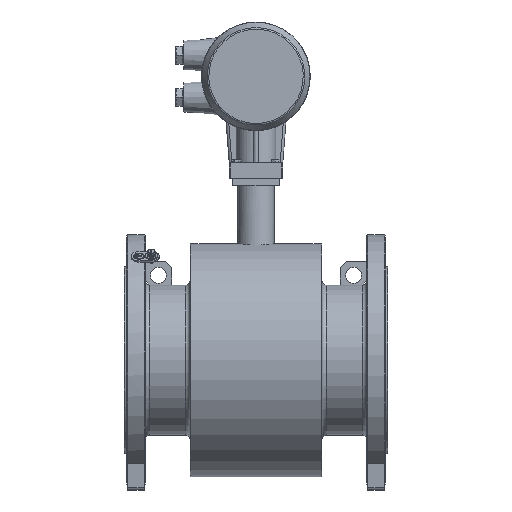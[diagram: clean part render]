
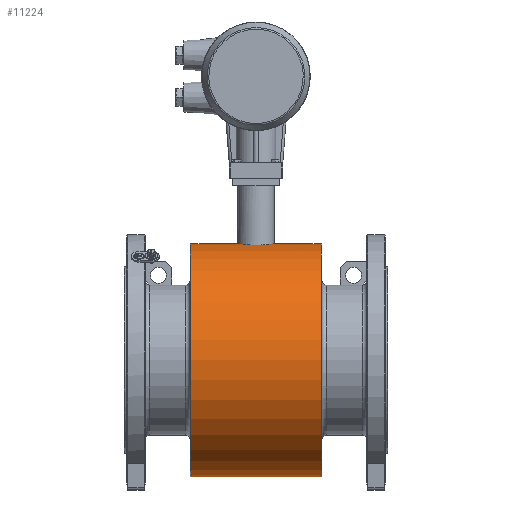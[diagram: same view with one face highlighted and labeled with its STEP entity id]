
A CAD part, left-side view. The second image highlights one B-rep face of the part: STEP entity #11224.
In plain terms, the highlighted cylindrical face has radius 132.5 mm (diameter 265 mm), a full revolution.
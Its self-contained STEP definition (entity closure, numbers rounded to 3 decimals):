
#1036=B_SPLINE_CURVE_WITH_KNOTS('',3,(#27488,#27489,#27490,#27491,#27492,
#27493,#27494,#27495,#27496,#27497,#27498,#27499,#27500,#27501,#27502,#27503,
#27504,#27505,#27506,#27507,#27508,#27509,#27510,#27511,#27512,#27513,#27514,
#27515,#27516,#27517,#27518,#27519,#27520,#27521,#27522),.UNSPECIFIED.,
 .F.,.F.,(4,2,2,2,2,2,2,2,3,2,2,2,2,2,2,2,4),(-3.17,-2.774,
-2.377,-1.981,-1.585,-1.189,
-0.792,-0.396,0.,0.396,0.792,
1.189,1.585,1.981,2.377,2.774,
3.17),.UNSPECIFIED.);
#1037=B_SPLINE_CURVE_WITH_KNOTS('',3,(#27523,#27524,#27525,#27526,#27527,
#27528,#27529,#27530,#27531,#27532,#27533,#27534,#27535,#27536,#27537,#27538,
#27539,#27540,#27541,#27542,#27543,#27544,#27545,#27546,#27547,#27548,#27549,
#27550,#27551,#27552,#27553,#27554,#27555,#27556),.UNSPECIFIED.,.F.,.F.,
(4,2,2,2,2,2,2,2,2,2,2,2,2,2,2,2,4),(3.17,3.566,
3.962,4.359,4.755,5.151,5.547,
5.944,6.34,6.736,7.132,7.529,
7.925,8.321,8.717,9.114,9.51),
 .UNSPECIFIED.);
#1636=LINE('',#27485,#2278);
#2278=VECTOR('',#13682,132.5);
#2720=CYLINDRICAL_SURFACE('',#12076,132.5);
#2841=FACE_BOUND('',#3876,.T.);
#3156=FACE_OUTER_BOUND('',#3875,.T.);
#3875=EDGE_LOOP('',(#8826,#8827,#8828,#8829));
#3876=EDGE_LOOP('',(#8830,#8831));
#4528=CIRCLE('',#12073,132.5);
#4531=CIRCLE('',#12077,132.5);
#5203=VERTEX_POINT('',#27477);
#5205=VERTEX_POINT('',#27483);
#5206=VERTEX_POINT('',#27486);
#5207=VERTEX_POINT('',#27487);
#6523=EDGE_CURVE('',#5203,#5203,#4528,.T.);
#6526=EDGE_CURVE('',#5205,#5205,#4531,.T.);
#6527=EDGE_CURVE('',#5205,#5203,#1636,.T.);
#6528=EDGE_CURVE('',#5206,#5207,#1036,.T.);
#6529=EDGE_CURVE('',#5207,#5206,#1037,.T.);
#8826=ORIENTED_EDGE('',*,*,#6526,.F.);
#8827=ORIENTED_EDGE('',*,*,#6527,.T.);
#8828=ORIENTED_EDGE('',*,*,#6523,.F.);
#8829=ORIENTED_EDGE('',*,*,#6527,.F.);
#8830=ORIENTED_EDGE('',*,*,#6528,.T.);
#8831=ORIENTED_EDGE('',*,*,#6529,.T.);
#11224=ADVANCED_FACE('',(#3156,#2841),#2720,.T.);
#12073=AXIS2_PLACEMENT_3D('',#27478,#13672,#13673);
#12076=AXIS2_PLACEMENT_3D('',#27482,#13678,#13679);
#12077=AXIS2_PLACEMENT_3D('',#27484,#13680,#13681);
#13672=DIRECTION('center_axis',(0.,0.,
1.));
#13673=DIRECTION('ref_axis',(0.,1.,0.));
#13678=DIRECTION('center_axis',(0.,0.,
-1.));
#13679=DIRECTION('ref_axis',(0.,-1.,0.));
#13680=DIRECTION('center_axis',(0.,0.,
-1.));
#13681=DIRECTION('ref_axis',(0.,1.,0.));
#13682=DIRECTION('',(0.,0.,1.));
#27477=CARTESIAN_POINT('',(95.,455.25,74.));
#27478=CARTESIAN_POINT('Origin',(95.,322.75,74.));
#27482=CARTESIAN_POINT('Origin',(95.,322.75,0.));
#27483=CARTESIAN_POINT('',(95.,455.25,-74.));
#27484=CARTESIAN_POINT('Origin',(95.,322.75,-74.));
#27485=CARTESIAN_POINT('',(95.,455.25,0.));
#27486=CARTESIAN_POINT('',(95.,190.25,21.));
#27487=CARTESIAN_POINT('',(95.,190.25,-21.));
#27488=CARTESIAN_POINT('Ctrl Pts',(95.,190.25,21.));
#27489=CARTESIAN_POINT('Ctrl Pts',(96.321,190.25,21.));
#27490=CARTESIAN_POINT('Ctrl Pts',(97.686,190.27,20.873));
#27491=CARTESIAN_POINT('Ctrl Pts',(100.4,190.353,20.341));
#27492=CARTESIAN_POINT('Ctrl Pts',(101.749,190.416,19.935));
#27493=CARTESIAN_POINT('Ctrl Pts',(104.336,190.573,18.863));
#27494=CARTESIAN_POINT('Ctrl Pts',(105.575,190.668,18.195));
#27495=CARTESIAN_POINT('Ctrl Pts',(107.866,190.871,16.654));
#27496=CARTESIAN_POINT('Ctrl Pts',(108.918,190.98,15.78));
#27497=CARTESIAN_POINT('Ctrl Pts',(110.78,191.19,13.918));
#27498=CARTESIAN_POINT('Ctrl Pts',(111.654,191.299,12.866));
#27499=CARTESIAN_POINT('Ctrl Pts',(113.195,191.503,10.575));
#27500=CARTESIAN_POINT('Ctrl Pts',(113.863,191.598,9.336));
#27501=CARTESIAN_POINT('Ctrl Pts',(114.935,191.757,6.749));
#27502=CARTESIAN_POINT('Ctrl Pts',(115.341,191.82,5.4));
#27503=CARTESIAN_POINT('Ctrl Pts',(115.873,191.904,2.686));
#27504=CARTESIAN_POINT('Ctrl Pts',(116.,191.925,1.321));
#27505=CARTESIAN_POINT('Ctrl Pts',(116.,191.925,0.));
#27506=CARTESIAN_POINT('Ctrl Pts',(116.,191.925,-1.321));
#27507=CARTESIAN_POINT('Ctrl Pts',(115.873,191.904,-2.686));
#27508=CARTESIAN_POINT('Ctrl Pts',(115.341,191.82,-5.4));
#27509=CARTESIAN_POINT('Ctrl Pts',(114.935,191.757,-6.749));
#27510=CARTESIAN_POINT('Ctrl Pts',(113.863,191.598,-9.336));
#27511=CARTESIAN_POINT('Ctrl Pts',(113.195,191.503,-10.575));
#27512=CARTESIAN_POINT('Ctrl Pts',(111.654,191.299,-12.866));
#27513=CARTESIAN_POINT('Ctrl Pts',(110.78,191.19,-13.918));
#27514=CARTESIAN_POINT('Ctrl Pts',(108.918,190.98,-15.78));
#27515=CARTESIAN_POINT('Ctrl Pts',(107.866,190.871,-16.654));
#27516=CARTESIAN_POINT('Ctrl Pts',(105.575,190.668,-18.195));
#27517=CARTESIAN_POINT('Ctrl Pts',(104.336,190.573,-18.863));
#27518=CARTESIAN_POINT('Ctrl Pts',(101.749,190.416,-19.935));
#27519=CARTESIAN_POINT('Ctrl Pts',(100.4,190.353,-20.341));
#27520=CARTESIAN_POINT('Ctrl Pts',(97.686,190.27,-20.873));
#27521=CARTESIAN_POINT('Ctrl Pts',(96.321,190.25,-21.));
#27522=CARTESIAN_POINT('Ctrl Pts',(95.,190.25,-21.));
#27523=CARTESIAN_POINT('Ctrl Pts',(95.,190.25,-21.));
#27524=CARTESIAN_POINT('Ctrl Pts',(93.679,190.25,-21.));
#27525=CARTESIAN_POINT('Ctrl Pts',(92.314,190.27,-20.873));
#27526=CARTESIAN_POINT('Ctrl Pts',(89.6,190.353,-20.341));
#27527=CARTESIAN_POINT('Ctrl Pts',(88.251,190.416,-19.935));
#27528=CARTESIAN_POINT('Ctrl Pts',(85.664,190.573,-18.863));
#27529=CARTESIAN_POINT('Ctrl Pts',(84.425,190.668,-18.195));
#27530=CARTESIAN_POINT('Ctrl Pts',(82.134,190.871,-16.654));
#27531=CARTESIAN_POINT('Ctrl Pts',(81.082,190.98,-15.78));
#27532=CARTESIAN_POINT('Ctrl Pts',(79.22,191.19,-13.918));
#27533=CARTESIAN_POINT('Ctrl Pts',(78.346,191.299,-12.866));
#27534=CARTESIAN_POINT('Ctrl Pts',(76.805,191.503,-10.575));
#27535=CARTESIAN_POINT('Ctrl Pts',(76.137,191.598,-9.336));
#27536=CARTESIAN_POINT('Ctrl Pts',(75.065,191.757,-6.749));
#27537=CARTESIAN_POINT('Ctrl Pts',(74.659,191.82,-5.4));
#27538=CARTESIAN_POINT('Ctrl Pts',(74.127,191.904,-2.686));
#27539=CARTESIAN_POINT('Ctrl Pts',(74.,191.925,-1.321));
#27540=CARTESIAN_POINT('Ctrl Pts',(74.,191.925,1.321));
#27541=CARTESIAN_POINT('Ctrl Pts',(74.127,191.904,2.686));
#27542=CARTESIAN_POINT('Ctrl Pts',(74.659,191.82,5.4));
#27543=CARTESIAN_POINT('Ctrl Pts',(75.065,191.757,6.749));
#27544=CARTESIAN_POINT('Ctrl Pts',(76.137,191.598,9.336));
#27545=CARTESIAN_POINT('Ctrl Pts',(76.805,191.503,10.575));
#27546=CARTESIAN_POINT('Ctrl Pts',(78.346,191.299,12.866));
#27547=CARTESIAN_POINT('Ctrl Pts',(79.22,191.19,13.918));
#27548=CARTESIAN_POINT('Ctrl Pts',(81.082,190.98,15.78));
#27549=CARTESIAN_POINT('Ctrl Pts',(82.134,190.871,16.654));
#27550=CARTESIAN_POINT('Ctrl Pts',(84.425,190.668,18.195));
#27551=CARTESIAN_POINT('Ctrl Pts',(85.664,190.573,18.863));
#27552=CARTESIAN_POINT('Ctrl Pts',(88.251,190.416,19.935));
#27553=CARTESIAN_POINT('Ctrl Pts',(89.6,190.353,20.341));
#27554=CARTESIAN_POINT('Ctrl Pts',(92.314,190.27,20.873));
#27555=CARTESIAN_POINT('Ctrl Pts',(93.679,190.25,21.));
#27556=CARTESIAN_POINT('Ctrl Pts',(95.,190.25,21.));
